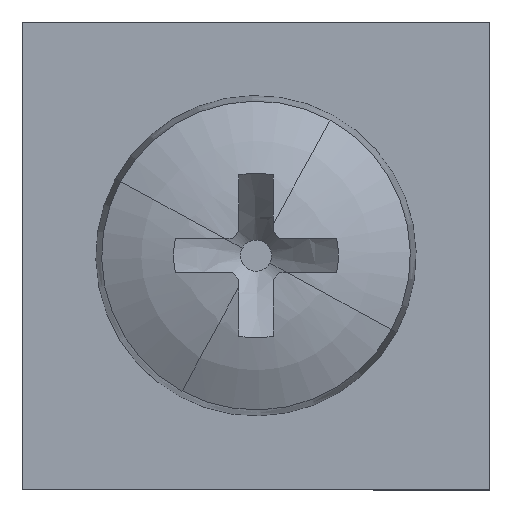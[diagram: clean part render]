
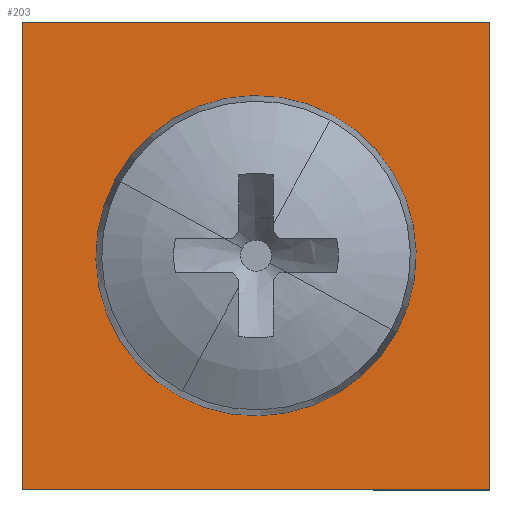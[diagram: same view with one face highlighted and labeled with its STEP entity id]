
A CAD part, top view. The second image highlights one B-rep face of the part: STEP entity #203.
In plain terms, the highlighted planar face has unit normal (0, 0, 1).
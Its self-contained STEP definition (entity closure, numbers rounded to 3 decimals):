
#104=AXIS2_PLACEMENT_3D('Circle Axis2P3D',#102,#103,$) ;
#163=AXIS2_PLACEMENT_3D('Plane Axis2P3D',#160,#161,#162) ;
#43=CARTESIAN_POINT('Vertex',(5.686,8.491,5.)) ;
#63=CARTESIAN_POINT('Vertex',(9.314,6.509,5.)) ;
#67=CARTESIAN_POINT('Control Point',(5.686,8.491,5.)) ;
#68=CARTESIAN_POINT('Control Point',(5.997,9.061,5.)) ;
#69=CARTESIAN_POINT('Control Point',(6.532,9.508,5.)) ;
#70=CARTESIAN_POINT('Control Point',(7.229,9.713,5.)) ;
#71=CARTESIAN_POINT('Control Point',(8.613,9.538,5.)) ;
#72=CARTESIAN_POINT('Control Point',(9.508,8.468,5.)) ;
#73=CARTESIAN_POINT('Control Point',(9.713,7.771,5.)) ;
#74=CARTESIAN_POINT('Control Point',(9.625,7.079,5.)) ;
#75=CARTESIAN_POINT('Control Point',(9.314,6.509,5.)) ;
#102=CARTESIAN_POINT('Axis2P3D Location',(7.5,7.5,5.)) ;
#160=CARTESIAN_POINT('Axis2P3D Location',(7.5,7.5,5.)) ;
#165=CARTESIAN_POINT('Line Origine',(15.,7.5,5.)) ;
#169=CARTESIAN_POINT('Vertex',(15.,0.,5.)) ;
#171=CARTESIAN_POINT('Vertex',(15.,15.,5.)) ;
#174=CARTESIAN_POINT('Line Origine',(7.5,15.,5.)) ;
#178=CARTESIAN_POINT('Vertex',(0.,15.,5.)) ;
#181=CARTESIAN_POINT('Line Origine',(0.,7.5,5.)) ;
#185=CARTESIAN_POINT('Vertex',(0.,0.,5.)) ;
#188=CARTESIAN_POINT('Line Origine',(7.5,0.,5.)) ;
#103=DIRECTION('Axis2P3D Direction',(0.,0.,-1.)) ;
#161=DIRECTION('Axis2P3D Direction',(0.,0.,1.)) ;
#162=DIRECTION('Axis2P3D XDirection',(-1.,0.,0.)) ;
#166=DIRECTION('Vector Direction',(0.,1.,0.)) ;
#175=DIRECTION('Vector Direction',(1.,0.,0.)) ;
#182=DIRECTION('Vector Direction',(0.,-1.,0.)) ;
#189=DIRECTION('Vector Direction',(-1.,0.,0.)) ;
#167=VECTOR('Line Direction',#166,1.) ;
#176=VECTOR('Line Direction',#175,1.) ;
#183=VECTOR('Line Direction',#182,1.) ;
#190=VECTOR('Line Direction',#189,1.) ;
#194=ORIENTED_EDGE('',*,*,#173,.T.) ;
#195=ORIENTED_EDGE('',*,*,#180,.T.) ;
#196=ORIENTED_EDGE('',*,*,#187,.T.) ;
#197=ORIENTED_EDGE('',*,*,#192,.T.) ;
#200=ORIENTED_EDGE('',*,*,#106,.F.) ;
#201=ORIENTED_EDGE('',*,*,#76,.F.) ;
#202=FACE_BOUND('',#199,.T.) ;
#203=ADVANCED_FACE('VKMU_M5.1\\Hauptk\X2\00F6\X0\rper',(#198,#202),#164,.T.) ;
#66=B_SPLINE_CURVE_WITH_KNOTS('',5,(#67,#68,#69,#70,#71,#72,#73,#74,#75),.UNSPECIFIED.,.F.,.U.,(6,3,6),(-3.247,0.,3.247),.UNSPECIFIED.) ;
#105=CIRCLE('generated circle',#104,2.067) ;
#76=EDGE_CURVE('',#64,#44,#66,.F.) ;
#106=EDGE_CURVE('',#44,#64,#105,.F.) ;
#173=EDGE_CURVE('',#170,#172,#168,.T.) ;
#180=EDGE_CURVE('',#172,#179,#177,.F.) ;
#187=EDGE_CURVE('',#179,#186,#184,.T.) ;
#192=EDGE_CURVE('',#186,#170,#191,.F.) ;
#193=EDGE_LOOP('',(#194,#195,#196,#197)) ;
#199=EDGE_LOOP('',(#200,#201)) ;
#198=FACE_OUTER_BOUND('',#193,.T.) ;
#168=LINE('Line',#165,#167) ;
#177=LINE('Line',#174,#176) ;
#184=LINE('Line',#181,#183) ;
#191=LINE('Line',#188,#190) ;
#164=PLANE('',#163) ;
#44=VERTEX_POINT('',#43) ;
#64=VERTEX_POINT('',#63) ;
#170=VERTEX_POINT('',#169) ;
#172=VERTEX_POINT('',#171) ;
#179=VERTEX_POINT('',#178) ;
#186=VERTEX_POINT('',#185) ;
